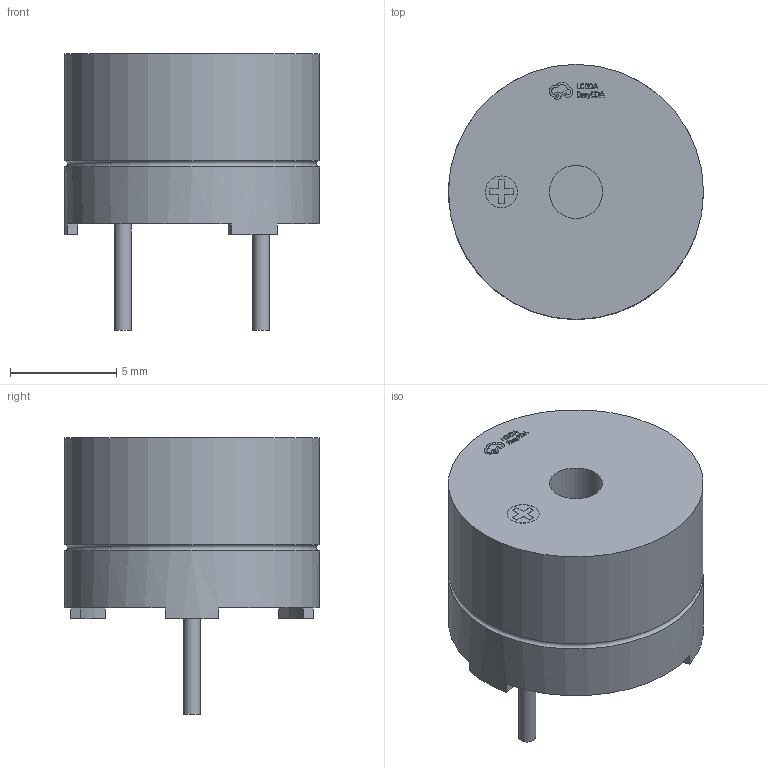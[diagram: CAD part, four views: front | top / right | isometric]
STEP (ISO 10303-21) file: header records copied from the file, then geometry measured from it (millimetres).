
FILE_DESCRIPTION(/* description */ ('Designed by EasyEDA Pro'),/* implementation_level */ '2;1');
FILE_NAME(/* name */ 'BUZ_12x12x13_5.step',/* time_stamp */ '2025-05-13T14:10:57+08:00',/* author */ (''),/* organization */ (''),/* preprocessor_version */ 'ST-DEVELOPER v20.1',/* originating_system */ 'Autodesk Translation Framework v14.4.0.0',/* authorisation */ '');
FILE_SCHEMA (('AUTOMOTIVE_DESIGN { 1 0 10303 214 3 1 1 }'));
Length unit declared in the file: millimetre
Products named in the file (4): EasyEDA PCB Model~cxUS; Board~cxUS; BUZZER1~BUZ-TH_BD12.0-P6.50-D0.6-FD~BUZ-TH_D12.0-H8.5-P6.5~cxUS; BUZ-TH_BD12.0-P6.50-D0.6-FD~BUZ-TH_D12.0-H8.5-P6.5~cxUS
Assembly tree (3 placements, depth 3):
  EasyEDA PCB Model~cxUS
    Board~cxUS
    BUZZER1~BUZ-TH_BD12.0-P6.50-D0.6-FD~BUZ-TH_D12.0-H8.5-P6.5~cxUS
      BUZ-TH_BD12.0-P6.50-D0.6-FD~BUZ-TH_D12.0-H8.5-P6.5~cxUS
Bounding box: 12 x 12 x 13.01 mm (x, y, z)
Volume: 856.1 mm3; surface area: 686.5 mm2
Topology: 1 solids, 1 shells, 323 faces, 865 edges, 576 vertices
Faces by surface type: plane 200, bspline 112, cylinder 10, torus 1
Full cylindrical faces by diameter (mm): 0.8 x2, 1.5 x1, 2.5 x1, 7.517 x1, 12 x2
Entity records: 11435 total; most frequent: CARTESIAN_POINT 3611, ORIENTED_EDGE 1730, DIRECTION 1272, EDGE_CURVE 865, LINE 614, VECTOR 614, VERTEX_POINT 576, EDGE_LOOP 355
